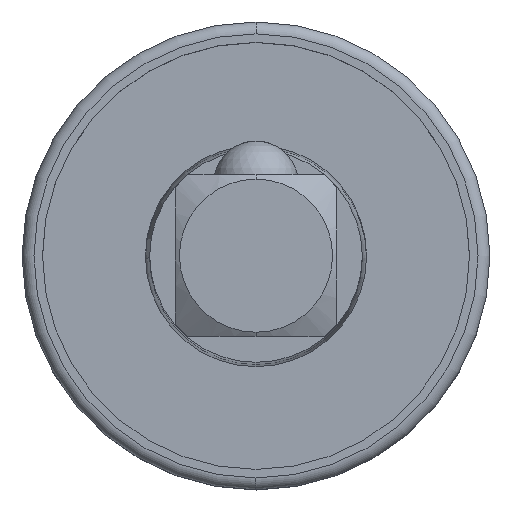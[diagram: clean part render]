
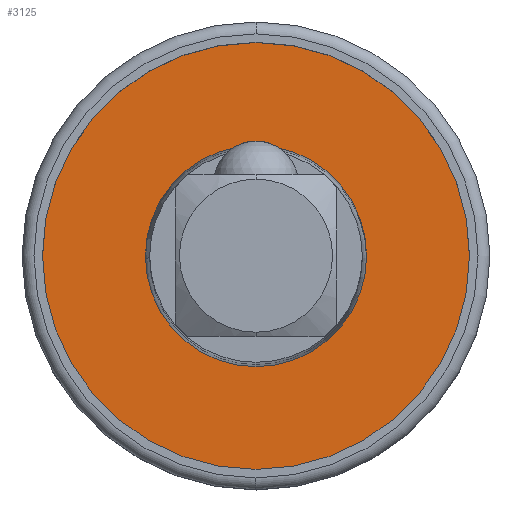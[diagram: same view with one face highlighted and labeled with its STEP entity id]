
A CAD part, top view. The second image highlights one B-rep face of the part: STEP entity #3125.
In plain terms, the highlighted planar face has unit normal (0, 0, 1).
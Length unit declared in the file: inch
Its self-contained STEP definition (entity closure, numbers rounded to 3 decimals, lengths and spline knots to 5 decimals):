
#2411=CARTESIAN_POINT('',(0.,0.,-0.45276));
#2412=DIRECTION('',(0.,0.,1.));
#2413=DIRECTION('',(0.,1.,0.));
#2414=AXIS2_PLACEMENT_3D('',#2411,#2412,#2413);
#2416=CARTESIAN_POINT('',(0.,0.,-0.45276));
#2417=DIRECTION('',(0.,0.,-1.));
#2418=DIRECTION('',(0.,1.,0.));
#2419=AXIS2_PLACEMENT_3D('',#2416,#2417,#2418);
#2421=CARTESIAN_POINT('',(0.,0.,-0.45276));
#2422=DIRECTION('',(0.,0.,1.));
#2423=DIRECTION('',(-1.,0.,0.));
#2424=AXIS2_PLACEMENT_3D('',#2421,#2422,#2423);
#2426=CARTESIAN_POINT('',(0.,0.,-0.45276));
#2427=DIRECTION('',(0.,0.,1.));
#2428=DIRECTION('',(1.,0.,0.));
#2429=AXIS2_PLACEMENT_3D('',#2426,#2427,#2428);
#2585=CARTESIAN_POINT('',(-0.25591,0.,-0.45276));
#2586=CARTESIAN_POINT('',(0.25591,0.,-0.45276));
#2587=VERTEX_POINT('',#2585);
#2588=VERTEX_POINT('',#2586);
#2624=CARTESIAN_POINT('',(0.,0.49409,-0.45276));
#2626=VERTEX_POINT('',#2624);
#2628=CARTESIAN_POINT('',(0.,-0.49409,-0.45276));
#2630=VERTEX_POINT('',#2628);
#3110=CARTESIAN_POINT('',(0.,0.,-0.45276));
#3111=DIRECTION('',(0.,0.,1.));
#3112=DIRECTION('',(1.,0.,0.));
#3113=AXIS2_PLACEMENT_3D('',#3110,#3111,#3112);
#3114=PLANE('',#3113);
#3115=ORIENTED_EDGE('',*,*,#3096,.F.);
#3116=ORIENTED_EDGE('',*,*,#3078,.T.);
#3117=EDGE_LOOP('',(#3115,#3116));
#3118=FACE_OUTER_BOUND('',#3117,.F.);
#3120=ORIENTED_EDGE('',*,*,#3119,.T.);
#3122=ORIENTED_EDGE('',*,*,#3121,.T.);
#3123=EDGE_LOOP('',(#3120,#3122));
#3124=FACE_BOUND('',#3123,.F.);
#3125=ADVANCED_FACE('',(#3118,#3124),#3114,.T.);
#2415=CIRCLE('',#2414,0.49409);
#2420=CIRCLE('',#2419,0.49409);
#2425=CIRCLE('',#2424,0.25591);
#2430=CIRCLE('',#2429,0.25591);
#3078=EDGE_CURVE('',#2626,#2630,#2420,.T.);
#3096=EDGE_CURVE('',#2626,#2630,#2415,.T.);
#3119=EDGE_CURVE('',#2587,#2588,#2425,.T.);
#3121=EDGE_CURVE('',#2588,#2587,#2430,.T.);
